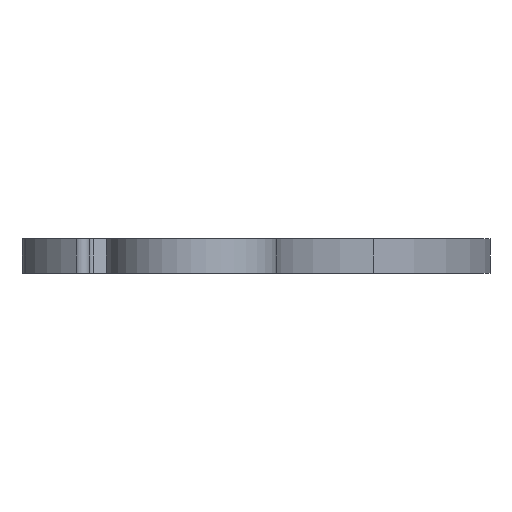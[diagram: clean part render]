
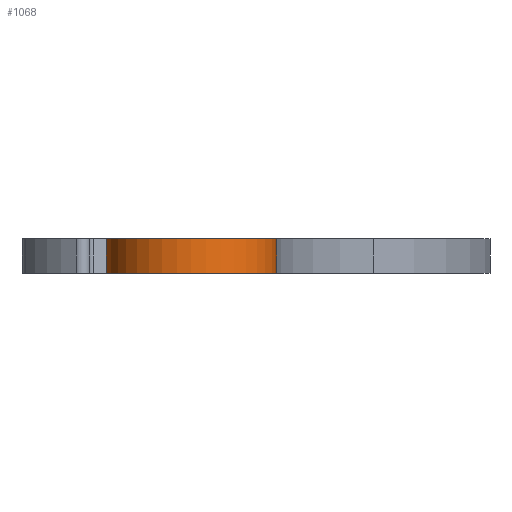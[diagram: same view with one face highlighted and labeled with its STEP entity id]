
A CAD part, front view. The second image highlights one B-rep face of the part: STEP entity #1068.
In plain terms, the highlighted cylindrical face has radius 10 mm (diameter 20 mm), a partial arc.
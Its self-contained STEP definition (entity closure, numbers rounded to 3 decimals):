
#51 = DIRECTION ( 'NONE',  ( 0., 0., -1. ) ) ;
#105 = DIRECTION ( 'NONE',  ( 1., 0., 0. ) ) ;
#112 = DIRECTION ( 'NONE',  ( 0., 0., 1. ) ) ;
#118 = CARTESIAN_POINT ( 'NONE',  ( 0., 0., 0. ) ) ;
#141 = EDGE_LOOP ( 'NONE', ( #712, #458, #612, #1166 ) ) ;
#153 = CARTESIAN_POINT ( 'NONE',  ( -10., 0., 4. ) ) ;
#207 = VERTEX_POINT ( 'NONE', #256 ) ;
#231 = LINE ( 'NONE', #1056, #1420 ) ;
#255 = EDGE_CURVE ( 'NONE', #993, #801, #231, .T. ) ;
#256 = CARTESIAN_POINT ( 'NONE',  ( -10., 0., 0. ) ) ;
#284 = LINE ( 'NONE', #153, #1470 ) ;
#289 = EDGE_CURVE ( 'NONE', #310, #993, #813, .T. ) ;
#310 = VERTEX_POINT ( 'NONE', #696 ) ;
#362 = CARTESIAN_POINT ( 'NONE',  ( 0., 0., 4. ) ) ;
#413 = CARTESIAN_POINT ( 'NONE',  ( 10., 0., 4. ) ) ;
#458 = ORIENTED_EDGE ( 'NONE', *, *, #255, .F. ) ;
#467 = DIRECTION ( 'NONE',  ( 0., 0., -1. ) ) ;
#554 = DIRECTION ( 'NONE',  ( -1., 0., 0. ) ) ;
#612 = ORIENTED_EDGE ( 'NONE', *, *, #289, .F. ) ;
#696 = CARTESIAN_POINT ( 'NONE',  ( -10., 0., 4. ) ) ;
#712 = ORIENTED_EDGE ( 'NONE', *, *, #1183, .T. ) ;
#767 = CYLINDRICAL_SURFACE ( 'NONE', #1048, 10. ) ;
#772 = AXIS2_PLACEMENT_3D ( 'NONE', #118, #112, #105 ) ;
#801 = VERTEX_POINT ( 'NONE', #1182 ) ;
#813 = CIRCLE ( 'NONE', #970, 10. ) ;
#897 = CIRCLE ( 'NONE', #772, 10. ) ;
#970 = AXIS2_PLACEMENT_3D ( 'NONE', #1402, #1394, #1379 ) ;
#993 = VERTEX_POINT ( 'NONE', #413 ) ;
#1048 = AXIS2_PLACEMENT_3D ( 'NONE', #362, #467, #554 ) ;
#1056 = CARTESIAN_POINT ( 'NONE',  ( 10., 0., 4. ) ) ;
#1068 = ADVANCED_FACE ( 'NONE', ( #1456 ), #767, .T. ) ;
#1166 = ORIENTED_EDGE ( 'NONE', *, *, #1197, .T. ) ;
#1174 = DIRECTION ( 'NONE',  ( 0., 0., -1. ) ) ;
#1182 = CARTESIAN_POINT ( 'NONE',  ( 10., 0., 0. ) ) ;
#1183 = EDGE_CURVE ( 'NONE', #207, #801, #897, .T. ) ;
#1197 = EDGE_CURVE ( 'NONE', #310, #207, #284, .T. ) ;
#1379 = DIRECTION ( 'NONE',  ( 1., 0., 0. ) ) ;
#1394 = DIRECTION ( 'NONE',  ( 0., 0., 1. ) ) ;
#1402 = CARTESIAN_POINT ( 'NONE',  ( 0., 0., 4. ) ) ;
#1420 = VECTOR ( 'NONE', #1174, 1000. ) ;
#1456 = FACE_OUTER_BOUND ( 'NONE', #141, .T. ) ;
#1470 = VECTOR ( 'NONE', #51, 1000. ) ;
